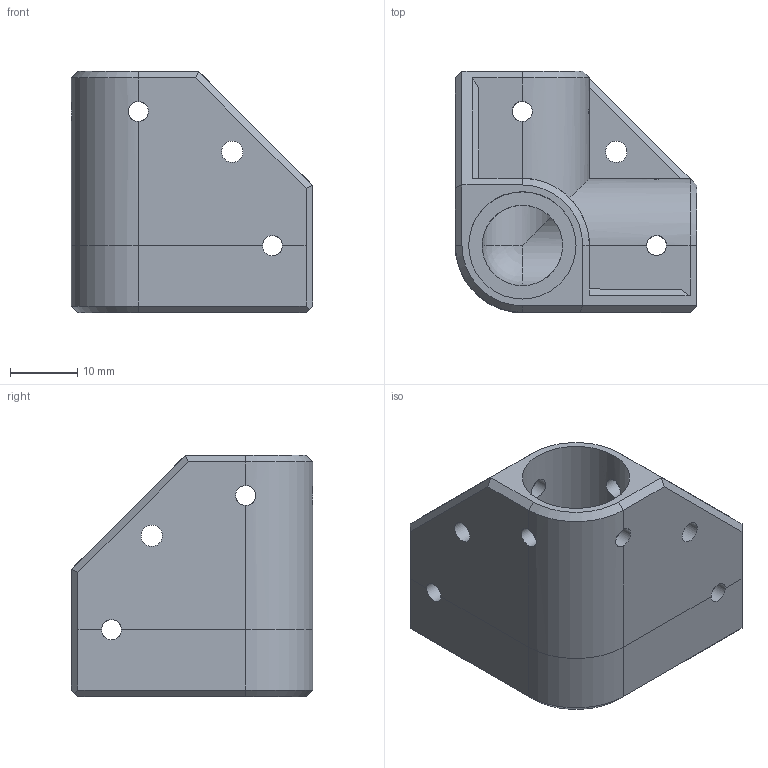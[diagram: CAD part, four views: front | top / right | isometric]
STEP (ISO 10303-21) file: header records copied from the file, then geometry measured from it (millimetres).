
FILE_DESCRIPTION(('FreeCAD Model'),'2;1');
FILE_NAME('Open CASCADE Shape Model','2023-03-29T10:41:48',('Author'),( ''),'Open CASCADE STEP processor 7.5','FreeCAD','Unknown');
FILE_SCHEMA(('AUTOMOTIVE_DESIGN { 1 0 10303 214 1 1 1 1 }'));
Length unit declared in the file: millimetre
Products named in the file (1): top.corner
Bounding box: 36 x 36 x 36 mm (x, y, z)
Volume: 13639.3 mm3; surface area: 9164.2 mm2
Topology: 1 solids, 1 shells, 70 faces, 222 edges, 140 vertices
Faces by surface type: plane 38, cylinder 26, cone 5, sphere 1
Full cylindrical faces by diameter (mm): 3 x12, 3.2 x3, 12 x3, 16 x3
Entity records: 7834 total; most frequent: CARTESIAN_POINT 3644, DIRECTION 709, ORIENTED_EDGE 442, PCURVE 442, DEFINITIONAL_REPRESENTATION 442, LINE 429, VECTOR 429, EDGE_CURVE 221
